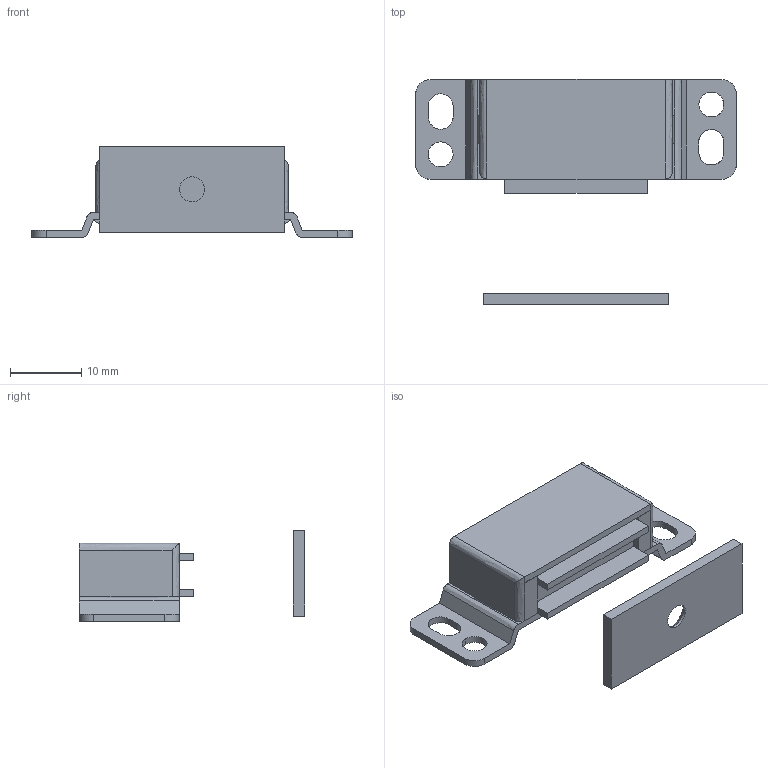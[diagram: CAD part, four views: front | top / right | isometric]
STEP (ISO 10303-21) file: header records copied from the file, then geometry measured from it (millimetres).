
FILE_DESCRIPTION((''),'2;1');
FILE_NAME('','2009-10-15T11:31:43',(''),(''),'','CADfix','');
FILE_SCHEMA(('AUTOMOTIVE_DESIGN { 1 0 10303 214 1 1 1 1 }'));
Length unit declared in the file: millimetre
Bounding box: 45 x 31.6 x 12.75 mm (x, y, z)
Volume: 2039.8 mm3; surface area: 5234.7 mm2
Topology: 5 solids, 8 shells, 120 faces, 338 edges, 226 vertices
Faces by surface type: bspline 120
Entity records: 3804 total; most frequent: CARTESIAN_POINT 1729, ORIENTED_EDGE 644, EDGE_CURVE 338, QUASI_UNIFORM_CURVE 260, VERTEX_POINT 226, EDGE_LOOP 130, FACE_OUTER_BOUND 120, ADVANCED_FACE 120
